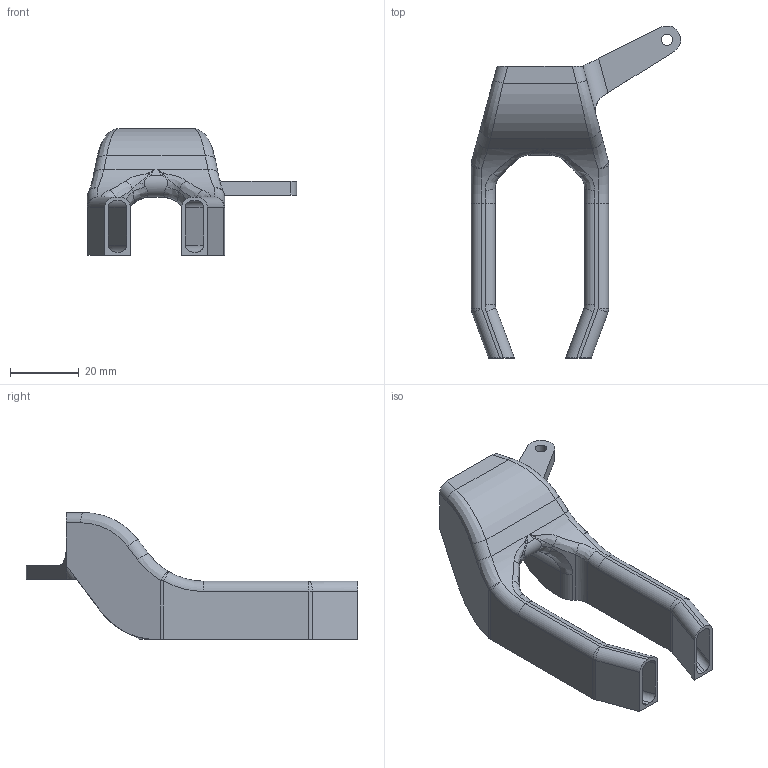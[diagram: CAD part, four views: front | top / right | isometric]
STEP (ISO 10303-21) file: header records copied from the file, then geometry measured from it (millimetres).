
FILE_DESCRIPTION (( 'STEP AP214' ), '1' );
FILE_NAME ('part cooling duct 2.STEP', '2025-01-15T01:24:42', ( '' ), ( '' ), 'SwSTEP 2.0', 'SolidWorks 2022', '' );
FILE_SCHEMA (( 'AUTOMOTIVE_DESIGN' ));
Length unit declared in the file: millimetre
Products named in the file (1): part cooling duct 2
Bounding box: 61 x 96.7 x 37 mm (x, y, z)
Volume: 10751.5 mm3; surface area: 18650.1 mm2
Topology: 1 solids, 1 shells, 248 faces, 635 edges, 367 vertices
Faces by surface type: cylinder 98, plane 60, bspline 54, torus 24, sphere 12
Entity records: 9529 total; most frequent: CARTESIAN_POINT 4060, ORIENTED_EDGE 1230, DIRECTION 1071, EDGE_CURVE 615, AXIS2_PLACEMENT_3D 412, VERTEX_POINT 367, EDGE_LOOP 256, ADVANCED_FACE 248
